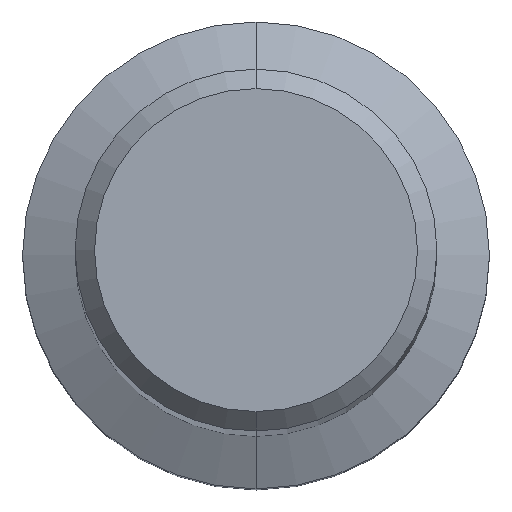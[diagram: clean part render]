
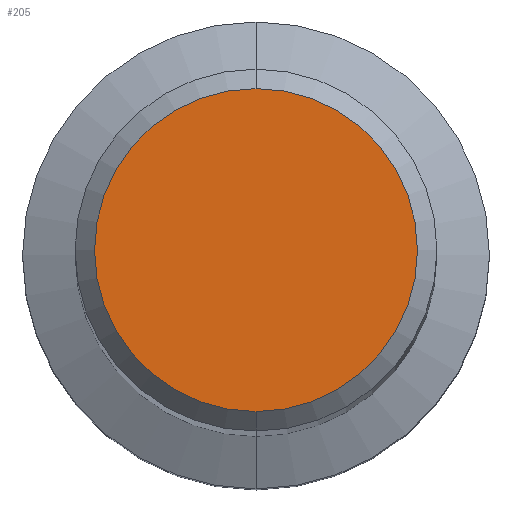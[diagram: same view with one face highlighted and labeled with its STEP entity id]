
A CAD part, top view. The second image highlights one B-rep face of the part: STEP entity #205.
In plain terms, the highlighted planar face has unit normal (0, 0, 1).
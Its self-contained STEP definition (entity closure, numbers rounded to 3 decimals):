
#205=ADVANCED_FACE('',(#560),#561,.T.);
#219=VERTEX_POINT('',#575);
#241=EDGE_CURVE('',#435,#219,#602,.T.);
#291=EDGE_CURVE('',#219,#435,#664,.T.);
#435=VERTEX_POINT('',#822);
#560=FACE_OUTER_BOUND('',#946,.T.);
#561=PLANE('',#947);
#575=CARTESIAN_POINT('',(0.0,4.15,0.0));
#602=CIRCLE('',#995,4.15);
#664=CIRCLE('',#1078,4.15);
#822=CARTESIAN_POINT('',(0.,-4.15,0.0));
#946=EDGE_LOOP('',(#1657,#1658));
#947=AXIS2_PLACEMENT_3D('',#1659,#1660,#1661);
#995=AXIS2_PLACEMENT_3D('',#1708,#1709,#1710);
#1078=AXIS2_PLACEMENT_3D('',#1837,#1838,#1839);
#1657=ORIENTED_EDGE('',*,*,#291,.F.);
#1658=ORIENTED_EDGE('',*,*,#241,.F.);
#1659=CARTESIAN_POINT('',(0.0,2.075,0.0));
#1660=DIRECTION('',(-0.0,0.0,1.0));
#1661=DIRECTION('',(0.0,-1.0,0.0));
#1708=CARTESIAN_POINT('',(0.0,0.0,0.0));
#1709=DIRECTION('',(0.0,0.0,-1.0));
#1710=DIRECTION('',(0.0,1.0,0.0));
#1837=CARTESIAN_POINT('',(0.0,0.0,0.0));
#1838=DIRECTION('',(0.0,0.0,-1.0));
#1839=DIRECTION('',(0.0,1.0,0.0));
